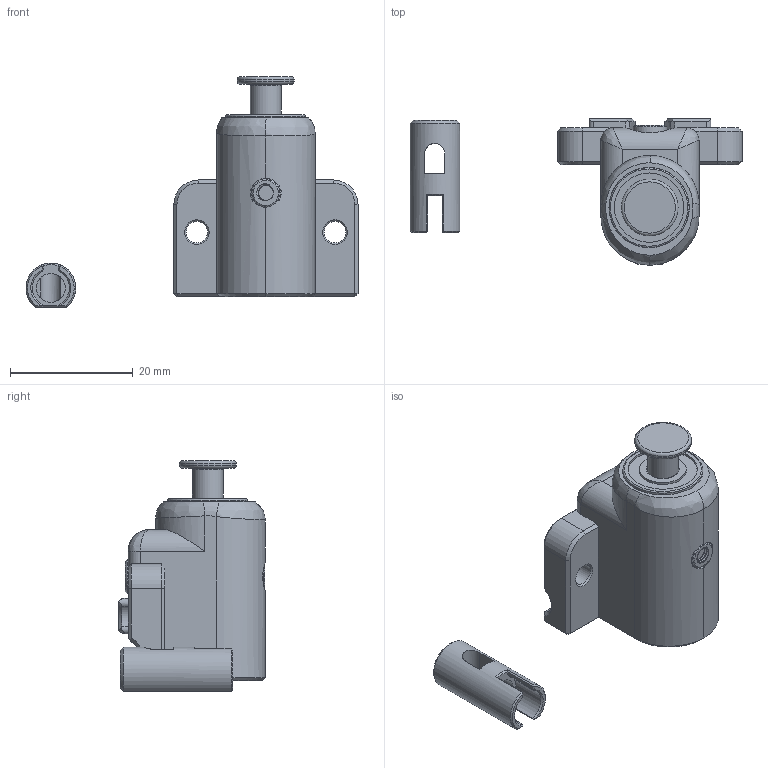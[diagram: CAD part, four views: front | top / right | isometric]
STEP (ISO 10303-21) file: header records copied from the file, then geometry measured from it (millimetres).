
FILE_DESCRIPTION(/* description */ (''),/* implementation_level */ '2;1');
FILE_NAME(/* name */ 'UnKlicky_SexBolt_bearing_v2.step',/* time_stamp */ '2022-05-21T13:37:13-05:00',/* author */ (''),/* organization */ (''),/* preprocessor_version */ 'ST-DEVELOPER v18.1',/* originating_system */ 'Autodesk Translation Framework v10.14.0.1471',/* authorisation */ '');
FILE_SCHEMA (('AUTOMOTIVE_DESIGN { 1 0 10303 214 3 1 1 }'));
Products named in the file (7): UnKlicky_SexBolt v2; 5x7x8 Sleeve Bearing; Unklicky_SBS_Body; Unklicky_SBS_bottom; BS pin 4mm ; Unklicky_SB_Body; Unklicky_SB_pin 
Assembly tree (6 placements, depth 2):
  UnKlicky_SexBolt v2
    5x7x8 Sleeve Bearing
    Unklicky_SBS_Body
    Unklicky_SBS_bottom
    BS pin 4mm 
    Unklicky_SB_Body
    Unklicky_SB_pin 
Bounding box: 54.09 x 23.82 x 37.53 mm (x, y, z)
Volume: 10373.9 mm3; surface area: 8687.4 mm2
Topology: 11 solids, 11 shells, 644 faces, 1693 edges, 1078 vertices
Faces by surface type: plane 245, cylinder 202, bspline 137, cone 51, torus 9
Full cylindrical faces by diameter (mm): 2 x1, 2.459 x8, 3 x9, 3.1 x1, 3.111 x16, 3.5 x3, 3.908 x22, 4.25 x1, 4.7 x4, 5 x2, 5.5 x2, 6.16 x1, 7.6 x2, 8.6 x1, 9.25 x1, 11.3 x2, 13 x1, 13.1 x1
Entity records: 36979 total; most frequent: CARTESIAN_POINT 22256, ORIENTED_EDGE 3378, DIRECTION 2469, EDGE_CURVE 1689, VERTEX_POINT 1078, AXIS2_PLACEMENT_3D 923, EDGE_LOOP 683, FACE_OUTER_BOUND 644
